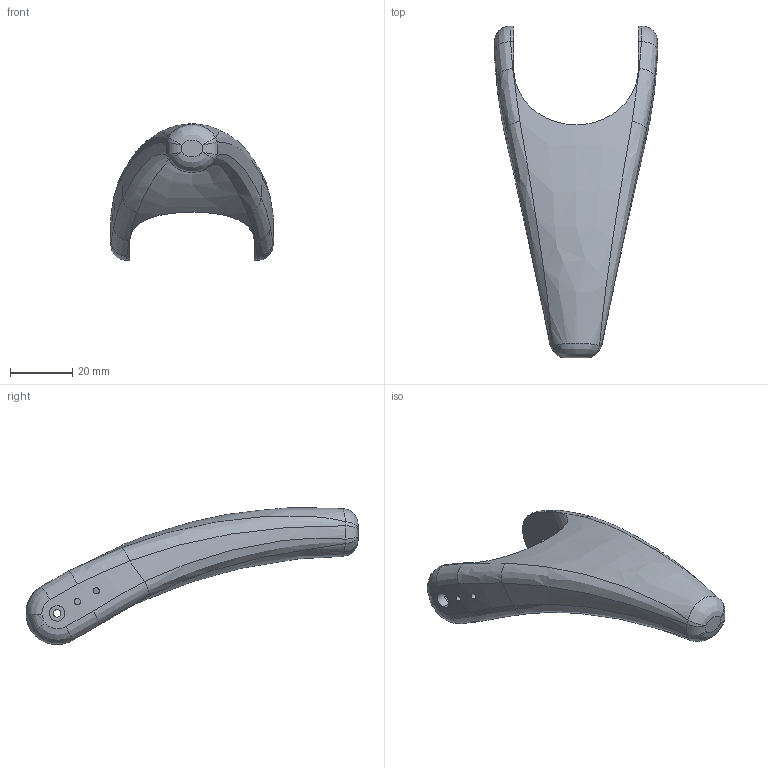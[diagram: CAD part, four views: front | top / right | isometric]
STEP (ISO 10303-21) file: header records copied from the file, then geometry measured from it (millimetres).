
FILE_DESCRIPTION (( 'STEP AP203' ), '1' );
FILE_NAME ('Tibia_Default_sldprt.STEP', '2020-05-06T21:22:57', ( '' ), ( '' ), 'SwSTEP 2.0', 'SolidWorks 2019', '' );
FILE_SCHEMA (( 'CONFIG_CONTROL_DESIGN' ));
Length unit declared in the file: millimetre
Products named in the file (1): Tibia_Default_sldprt
Bounding box: 52.39 x 106.59 x 43.99 mm (x, y, z)
Volume: 41804 mm3; surface area: 10396 mm2
Topology: 1 solids, 1 shells, 61 faces, 154 edges, 92 vertices
Faces by surface type: bspline 28, cylinder 18, plane 11, sphere 4
Entity records: 4247 total; most frequent: CARTESIAN_POINT 2927, ORIENTED_EDGE 300, DIRECTION 195, EDGE_CURVE 150, VERTEX_POINT 92, AXIS2_PLACEMENT_3D 79, EDGE_LOOP 70, B_SPLINE_CURVE_WITH_KNOTS 66
